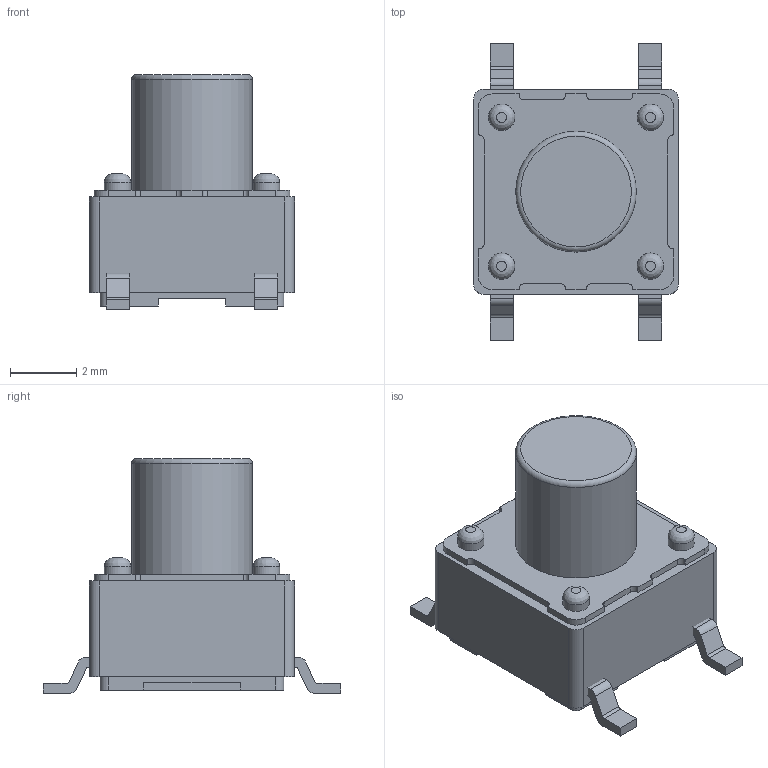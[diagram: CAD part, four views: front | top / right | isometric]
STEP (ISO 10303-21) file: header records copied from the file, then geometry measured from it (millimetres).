
FILE_DESCRIPTION(('FreeCAD Model'),'2;1');
FILE_NAME('Open CASCADE Shape Model','2025-10-28T08:34:56',(''),(''), 'Open CASCADE STEP processor 7.8','FreeCAD','Unknown');
FILE_SCHEMA(('AUTOMOTIVE_DESIGN { 1 0 10303 214 1 1 1 1 }'));
Length unit declared in the file: millimetre
Products named in the file (8): DTSM-63R-V-B v009; DTSM-63R-V-B v2; DTSM-63R-V-B v003; DTSM-63R-V-B v004; DTSM-63R-V-B v005; DTSM-63R-V-B v006; DTSM-63R-V-B v007; DTSM-63R-V-B v008
Assembly tree (7 placements, depth 2):
  DTSM-63R-V-B v009
    DTSM-63R-V-B v2
    DTSM-63R-V-B v003
    DTSM-63R-V-B v004
    DTSM-63R-V-B v005
    DTSM-63R-V-B v006
    DTSM-63R-V-B v007
    DTSM-63R-V-B v008
Bounding box: 6.2 x 9 x 7.1 mm (x, y, z)
Volume: 166.6 mm3; surface area: 299.2 mm2
Topology: 7 solids, 7 shells, 154 faces, 405 edges, 270 vertices
Faces by surface type: plane 99, cylinder 50, bspline 4, torus 1
Full cylindrical faces by diameter (mm): 0.8 x8, 3.65 x2
Entity records: 5070 total; most frequent: CARTESIAN_POINT 941, DIRECTION 836, ORIENTED_EDGE 810, EDGE_CURVE 405, LINE 290, VECTOR 290, AXIS2_PLACEMENT_3D 273, VERTEX_POINT 270
